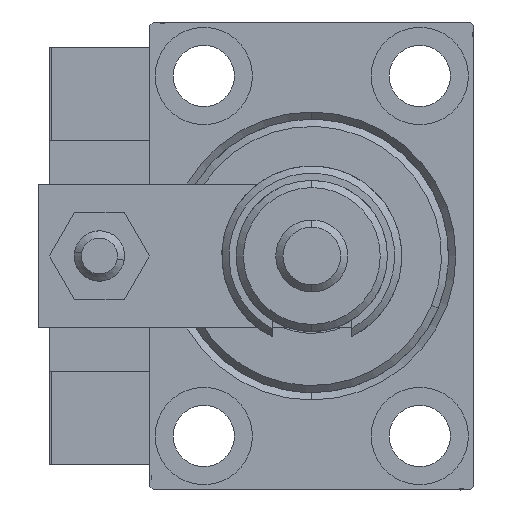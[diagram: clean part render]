
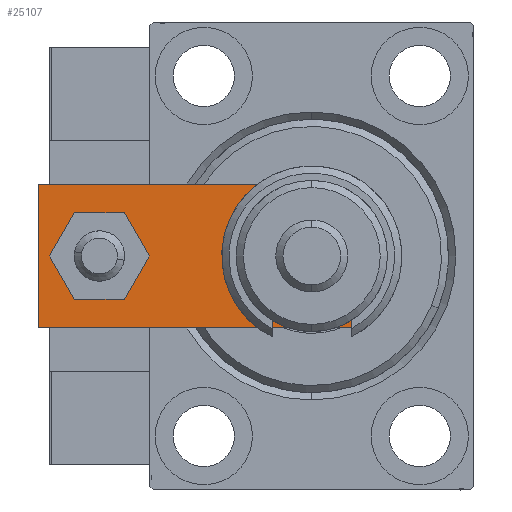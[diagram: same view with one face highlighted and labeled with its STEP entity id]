
A CAD part, left-side view. The second image highlights one B-rep face of the part: STEP entity #25107.
In plain terms, the highlighted face is planar.
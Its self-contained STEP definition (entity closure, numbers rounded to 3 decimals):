
#129 = VECTOR ( 'NONE', #7701, 1000. ) ;
#628 = CARTESIAN_POINT ( 'NONE',  ( 10., 48., 6. ) ) ;
#888 = CARTESIAN_POINT ( 'NONE',  ( -10., 0., 6. ) ) ;
#1029 = CARTESIAN_POINT ( 'NONE',  ( 7.25, 10., 6. ) ) ;
#3111 = DIRECTION ( 'NONE',  ( 1., 0., 0. ) ) ;
#4057 = VECTOR ( 'NONE', #36919, 1000. ) ;
#4830 = EDGE_CURVE ( 'NONE', #5277, #29898, #45861, .T. ) ;
#5277 = VERTEX_POINT ( 'NONE', #1029 ) ;
#6433 = EDGE_CURVE ( 'NONE', #29249, #18092, #15834, .T. ) ;
#6459 = EDGE_CURVE ( 'NONE', #44070, #53361, #36715, .T. ) ;
#7115 = ORIENTED_EDGE ( 'NONE', *, *, #35288, .F. ) ;
#7283 = EDGE_LOOP ( 'NONE', ( #48322, #14557 ) ) ;
#7701 = DIRECTION ( 'NONE',  ( 0.707, 0.707, 0. ) ) ;
#9253 = CARTESIAN_POINT ( 'NONE',  ( 0., 10., 6. ) ) ;
#10668 = AXIS2_PLACEMENT_3D ( 'NONE', #26230, #34084, #13820 ) ;
#11274 = PLANE ( 'NONE',  #22862 ) ;
#11536 = DIRECTION ( 'NONE',  ( 0., 0., 1. ) ) ;
#11693 = VECTOR ( 'NONE', #16811, 1000. ) ;
#12872 = VERTEX_POINT ( 'NONE', #13405 ) ;
#13113 = LINE ( 'NONE', #888, #40066 ) ;
#13405 = CARTESIAN_POINT ( 'NONE',  ( 4., 39.5, 6. ) ) ;
#13751 = CARTESIAN_POINT ( 'NONE',  ( -10., 48., 6. ) ) ;
#13820 = DIRECTION ( 'NONE',  ( 1., 0., 0. ) ) ;
#14270 = CARTESIAN_POINT ( 'NONE',  ( 10., 0., 6. ) ) ;
#14275 = ORIENTED_EDGE ( 'NONE', *, *, #15380, .T. ) ;
#14557 = ORIENTED_EDGE ( 'NONE', *, *, #4830, .F. ) ;
#14601 = AXIS2_PLACEMENT_3D ( 'NONE', #52087, #15837, #23154 ) ;
#14772 = AXIS2_PLACEMENT_3D ( 'NONE', #9253, #30332, #17369 ) ;
#15380 = EDGE_CURVE ( 'NONE', #18092, #43620, #13113, .T. ) ;
#15444 = DIRECTION ( 'NONE',  ( 1., 0., 0. ) ) ;
#15834 = LINE ( 'NONE', #24490, #4057 ) ;
#15837 = DIRECTION ( 'NONE',  ( 0., 0., 1. ) ) ;
#15853 = FACE_OUTER_BOUND ( 'NONE', #44085, .T. ) ;
#15863 = EDGE_LOOP ( 'NONE', ( #24248, #7115 ) ) ;
#15962 = CIRCLE ( 'NONE', #10668, 4. ) ;
#16811 = DIRECTION ( 'NONE',  ( 0., -1., 0. ) ) ;
#17369 = DIRECTION ( 'NONE',  ( 1., 0., 0. ) ) ;
#17374 = ORIENTED_EDGE ( 'NONE', *, *, #32360, .T. ) ;
#17969 = VECTOR ( 'NONE', #43454, 1000. ) ;
#18092 = VERTEX_POINT ( 'NONE', #21333 ) ;
#19374 = CARTESIAN_POINT ( 'NONE',  ( 0., 0., 6. ) ) ;
#19684 = DIRECTION ( 'NONE',  ( -1., 0., 0. ) ) ;
#20480 = CARTESIAN_POINT ( 'NONE',  ( 5.76, 0., 6. ) ) ;
#20754 = VERTEX_POINT ( 'NONE', #38940 ) ;
#21333 = CARTESIAN_POINT ( 'NONE',  ( -5.76, 0., 6. ) ) ;
#22371 = EDGE_CURVE ( 'NONE', #20754, #12872, #15962, .T. ) ;
#22862 = AXIS2_PLACEMENT_3D ( 'NONE', #19374, #11536, #3111 ) ;
#23154 = DIRECTION ( 'NONE',  ( 1., 0., 0. ) ) ;
#24248 = ORIENTED_EDGE ( 'NONE', *, *, #22371, .F. ) ;
#24490 = CARTESIAN_POINT ( 'NONE',  ( -2.88, -2.88, 6. ) ) ;
#25107 = ADVANCED_FACE ( 'NONE', ( #39916, #15853, #40193 ), #11274, .T. ) ;
#26230 = CARTESIAN_POINT ( 'NONE',  ( 0., 39.5, 6. ) ) ;
#27860 = CARTESIAN_POINT ( 'NONE',  ( 0., 10., 6. ) ) ;
#28359 = CARTESIAN_POINT ( 'NONE',  ( -7.25, 10., 6. ) ) ;
#29249 = VERTEX_POINT ( 'NONE', #51052 ) ;
#29404 = VECTOR ( 'NONE', #19684, 1000. ) ;
#29879 = ORIENTED_EDGE ( 'NONE', *, *, #6459, .T. ) ;
#29898 = VERTEX_POINT ( 'NONE', #28359 ) ;
#30332 = DIRECTION ( 'NONE',  ( 0., 0., 1. ) ) ;
#32249 = EDGE_CURVE ( 'NONE', #29898, #5277, #40374, .T. ) ;
#32360 = EDGE_CURVE ( 'NONE', #42291, #44070, #39117, .T. ) ;
#33306 = LINE ( 'NONE', #13751, #11693 ) ;
#34084 = DIRECTION ( 'NONE',  ( 0., 0., 1. ) ) ;
#34730 = CARTESIAN_POINT ( 'NONE',  ( -10., 48., 6. ) ) ;
#35288 = EDGE_CURVE ( 'NONE', #12872, #20754, #41294, .T. ) ;
#36715 = LINE ( 'NONE', #53234, #29404 ) ;
#36919 = DIRECTION ( 'NONE',  ( 0.707, -0.707, 0. ) ) ;
#38940 = CARTESIAN_POINT ( 'NONE',  ( -4., 39.5, 6. ) ) ;
#39117 = LINE ( 'NONE', #14270, #17969 ) ;
#39512 = AXIS2_PLACEMENT_3D ( 'NONE', #27860, #52494, #15444 ) ;
#39916 = FACE_BOUND ( 'NONE', #15863, .T. ) ;
#40066 = VECTOR ( 'NONE', #42305, 1000. ) ;
#40193 = FACE_BOUND ( 'NONE', #7283, .T. ) ;
#40374 = CIRCLE ( 'NONE', #39512, 7.25 ) ;
#41294 = CIRCLE ( 'NONE', #14601, 4. ) ;
#42291 = VERTEX_POINT ( 'NONE', #47852 ) ;
#42305 = DIRECTION ( 'NONE',  ( 1., 0., 0. ) ) ;
#43454 = DIRECTION ( 'NONE',  ( 0., 1., 0. ) ) ;
#43620 = VERTEX_POINT ( 'NONE', #20480 ) ;
#43958 = EDGE_CURVE ( 'NONE', #43620, #42291, #44741, .T. ) ;
#44070 = VERTEX_POINT ( 'NONE', #628 ) ;
#44085 = EDGE_LOOP ( 'NONE', ( #45671, #45051, #14275, #49115, #17374, #29879 ) ) ;
#44741 = LINE ( 'NONE', #53147, #129 ) ;
#45051 = ORIENTED_EDGE ( 'NONE', *, *, #6433, .T. ) ;
#45671 = ORIENTED_EDGE ( 'NONE', *, *, #51180, .T. ) ;
#45861 = CIRCLE ( 'NONE', #14772, 7.25 ) ;
#47852 = CARTESIAN_POINT ( 'NONE',  ( 10., 4.24, 6. ) ) ;
#48322 = ORIENTED_EDGE ( 'NONE', *, *, #32249, .F. ) ;
#49115 = ORIENTED_EDGE ( 'NONE', *, *, #43958, .T. ) ;
#51052 = CARTESIAN_POINT ( 'NONE',  ( -10., 4.24, 6. ) ) ;
#51180 = EDGE_CURVE ( 'NONE', #53361, #29249, #33306, .T. ) ;
#52087 = CARTESIAN_POINT ( 'NONE',  ( 0., 39.5, 6. ) ) ;
#52494 = DIRECTION ( 'NONE',  ( 0., 0., 1. ) ) ;
#53147 = CARTESIAN_POINT ( 'NONE',  ( 2.88, -2.88, 6. ) ) ;
#53234 = CARTESIAN_POINT ( 'NONE',  ( 10., 48., 6. ) ) ;
#53361 = VERTEX_POINT ( 'NONE', #34730 ) ;
